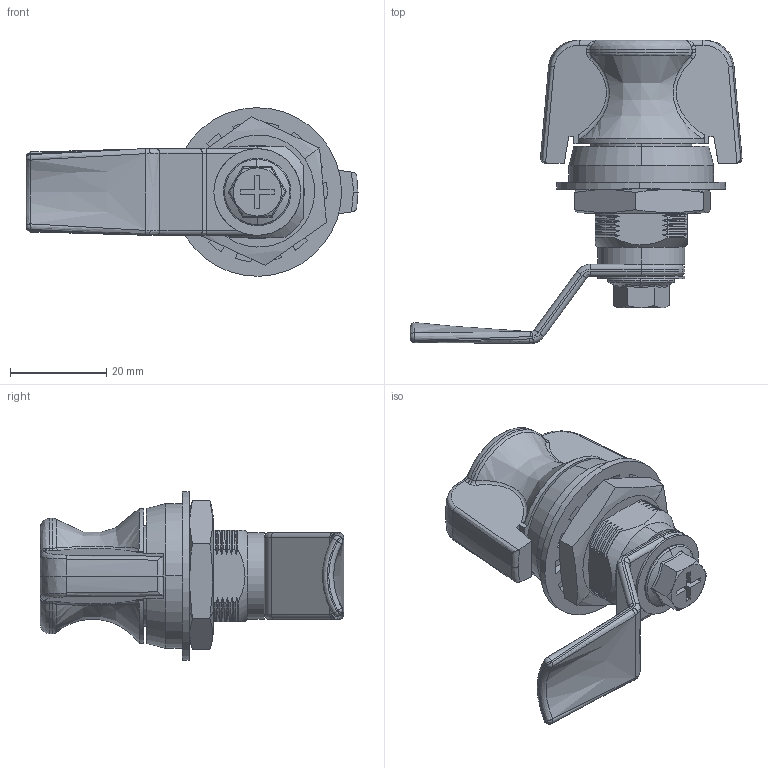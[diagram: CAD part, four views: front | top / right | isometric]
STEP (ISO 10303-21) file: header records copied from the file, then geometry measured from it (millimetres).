
FILE_DESCRIPTION (( 'STEP AP214' ), '1' );
FILE_NAME ('KC-103-1K.STEP', '2016-12-16T07:06:34', ( '' ), ( '' ), 'SwSTEP 2.0', 'SolidWorks 2011', '' );
FILE_SCHEMA (( 'AUTOMOTIVE_DESIGN' ));
Length unit declared in the file: millimetre
Products named in the file (1): KC-103-1K
Bounding box: 68.9 x 62.99 x 34.99 mm (x, y, z)
Volume: 21844.9 mm3; surface area: 16484.8 mm2
Topology: 3 solids, 5 shells, 481 faces, 1313 edges, 826 vertices
Faces by surface type: plane 164, bspline 155, cylinder 146, cone 16
Entity records: 30697 total; most frequent: CARTESIAN_POINT 14622, ORIENTED_EDGE 2610, DIRECTION 1742, EDGE_CURVE 1305, VERTEX_POINT 826, AXIS2_PLACEMENT_3D 587, VECTOR 568, LINE 568
